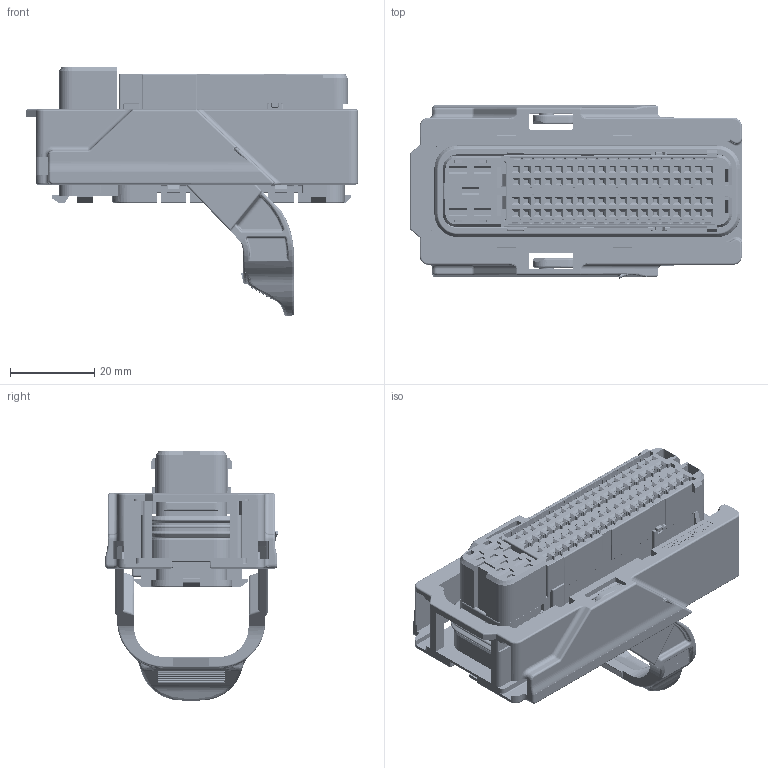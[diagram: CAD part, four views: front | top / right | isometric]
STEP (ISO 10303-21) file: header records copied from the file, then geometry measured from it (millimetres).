
FILE_DESCRIPTION(/* description */ (''),/* implementation_level */ '2;1');
FILE_NAME(/* name */ '13712203_03-CONN.stp',/* time_stamp */ '2019-08-09T11:43:57+08:00',/* author */ (''),/* organization */ (''),/* preprocessor_version */ 'ST-DEVELOPER v16',/* originating_system */ 'SIEMENS PLM Software NX 11.0',/* authorisation */ '');
FILE_SCHEMA (('AUTOMOTIVE_DESIGN { 1 0 10303 214 3 1 1 1 }'));
Products named in the file (1): fj0m32F41F96y8xb
Bounding box: 78.67 x 41.02 x 59.14 mm (x, y, z)
Volume: 34971.6 mm3; surface area: 46695.6 mm2
Topology: 6 solids, 53 shells, 9321 faces, 25148 edges, 16113 vertices
Faces by surface type: plane 6200, cylinder 1844, cone 451, torus 448, bspline 273, sphere 56, extrusion 49
Full cylindrical faces by diameter (mm): 1.2 x5, 1.5 x81, 1.75 x1, 3.6 x2, 3.85 x2, 4 x1
Entity records: 310572 total; most frequent: CARTESIAN_POINT 73761, ORIENTED_EDGE 49124, DIRECTION 45819, EDGE_CURVE 24562, VECTOR 17787, LINE 17738, VERTEX_POINT 15954, AXIS2_PLACEMENT_3D 14016
